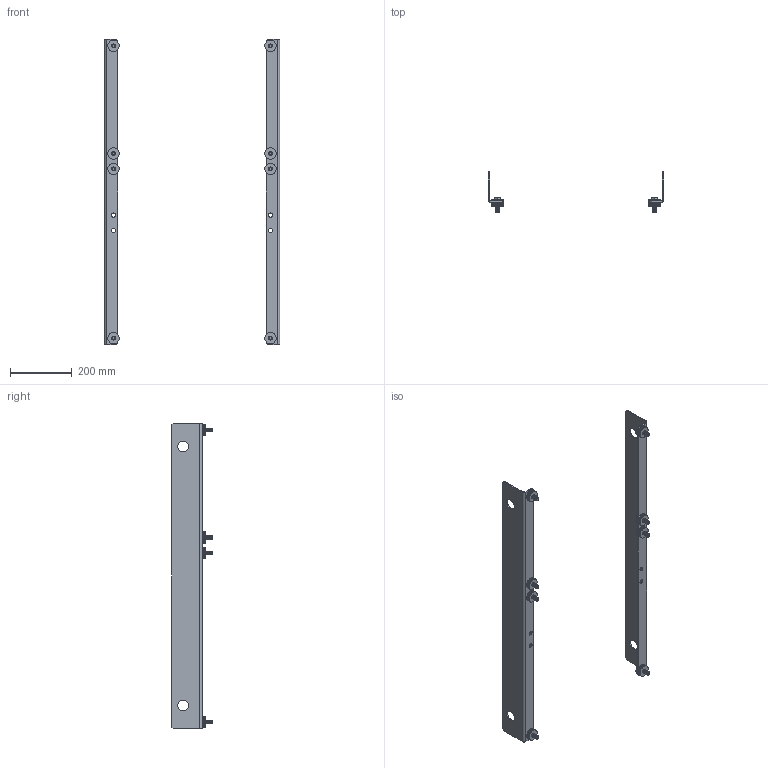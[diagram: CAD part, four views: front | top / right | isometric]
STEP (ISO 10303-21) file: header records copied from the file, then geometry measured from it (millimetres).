
FILE_DESCRIPTION(('STEP AP214'),'1');
FILE_NAME('cctmp_AB06720D-C068-432E-9437-525CE3D060D5_2023_12_01_15_57_04_0607_9420..stp','2023-12-01T14:57:19',('SIEMENS A&D'),('CADClick - www.CADClick.com'),'Spatial InterOp 3D',' ','unknown authorization');
FILE_SCHEMA(('AUTOMOTIVE_DESIGN'));
Length unit declared in the file: millimetre
Products named in the file (51): 2023_12_01_15_57_03_0772; 2023_12_01_15_57_04_0603; 2023_12_01_15_57_04_0587; 2023_12_01_15_57_04_0571; 2023_12_01_15_57_04_0555; 2023_12_01_15_57_04_0539; 2023_12_01_15_57_04_0523; 2023_12_01_15_57_04_0507; 2023_12_01_15_57_04_0491; 2023_12_01_15_57_04_0475; 2023_12_01_15_57_04_0459; 2023_12_01_15_57_04_0443; 2023_12_01_15_57_04_0427; 2023_12_01_15_57_04_0411; 2023_12_01_15_57_04_0396; 2023_12_01_15_57_04_0379; 2023_12_01_15_57_04_0364; 2023_12_01_15_57_04_0348; 2023_12_01_15_57_04_0332; 2023_12_01_15_57_04_0316; 2023_12_01_15_57_04_0300; 2023_12_01_15_57_04_0284; 2023_12_01_15_57_04_0268; 2023_12_01_15_57_04_0252; 2023_12_01_15_57_04_0236; 2023_12_01_15_57_04_0220; 2023_12_01_15_57_04_0204; 2023_12_01_15_57_04_0188; 2023_12_01_15_57_04_0172; 2023_12_01_15_57_04_0155; 2023_12_01_15_57_04_0139; 2023_12_01_15_57_04_0123; 2023_12_01_15_57_04_0107; 2023_12_01_15_57_04_0091; 2023_12_01_15_57_04_0075; 2023_12_01_15_57_04_0059; 2023_12_01_15_57_04_0043; 2023_12_01_15_57_04_0027; 2023_12_01_15_57_04_0011; 2023_12_01_15_57_03_0996 ...
Assembly tree (50 placements, depth 2):
  2023_12_01_15_57_03_0772
    2023_12_01_15_57_04_0603
    2023_12_01_15_57_04_0587
    2023_12_01_15_57_04_0571
    2023_12_01_15_57_04_0555
    2023_12_01_15_57_04_0539
    2023_12_01_15_57_04_0523
    2023_12_01_15_57_04_0507
    2023_12_01_15_57_04_0491
    2023_12_01_15_57_04_0475
    2023_12_01_15_57_04_0459
    2023_12_01_15_57_04_0443
    2023_12_01_15_57_04_0427
    2023_12_01_15_57_04_0411
    2023_12_01_15_57_04_0396
    2023_12_01_15_57_04_0379
    2023_12_01_15_57_04_0364
    2023_12_01_15_57_04_0348
    2023_12_01_15_57_04_0332
    2023_12_01_15_57_04_0316
    2023_12_01_15_57_04_0300
    2023_12_01_15_57_04_0284
    2023_12_01_15_57_04_0268
    2023_12_01_15_57_04_0252
    2023_12_01_15_57_04_0236
    2023_12_01_15_57_04_0220
    2023_12_01_15_57_04_0204
    2023_12_01_15_57_04_0188
    2023_12_01_15_57_04_0172
    2023_12_01_15_57_04_0155
    2023_12_01_15_57_04_0139
    2023_12_01_15_57_04_0123
    2023_12_01_15_57_04_0107
    2023_12_01_15_57_04_0091
    2023_12_01_15_57_04_0075
    2023_12_01_15_57_04_0059
    2023_12_01_15_57_04_0043
    2023_12_01_15_57_04_0027
    2023_12_01_15_57_04_0011
    2023_12_01_15_57_03_0996
    2023_12_01_15_57_03_0981
    2023_12_01_15_57_03_0964
    2023_12_01_15_57_03_0948
    2023_12_01_15_57_03_0932
    2023_12_01_15_57_03_0916
    2023_12_01_15_57_03_0900
    2023_12_01_15_57_03_0884
    2023_12_01_15_57_03_0868
    2023_12_01_15_57_03_0852
    2023_12_01_15_57_03_0836
    2023_12_01_15_57_03_0820
Bounding box: 570 x 133 x 992 mm (x, y, z)
Volume: 1227587 mm3; surface area: 679144.9 mm2
Topology: 50 solids, 50 shells, 1236 faces, 2592 edges, 1464 vertices
Faces by surface type: cone 800, cylinder 244, plane 176, torus 16
Entity records: 44204 total; most frequent: DIRECTION 6414, CARTESIAN_POINT 5727, ORIENTED_EDGE 5184, AXIS2_PLACEMENT_3D 2631, EDGE_CURVE 2592, VERTEX_POINT 1464, EDGE_LOOP 1356, CIRCLE 1344
